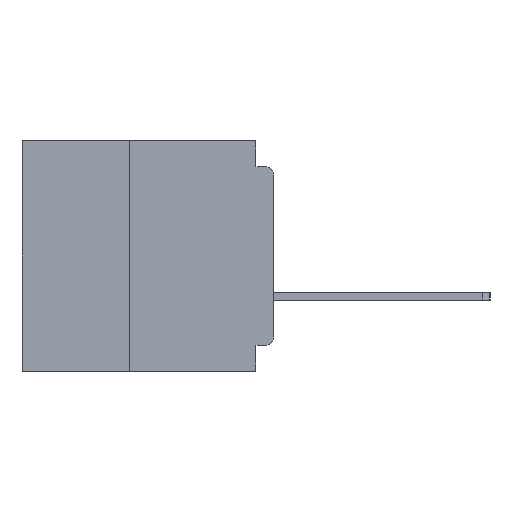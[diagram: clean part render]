
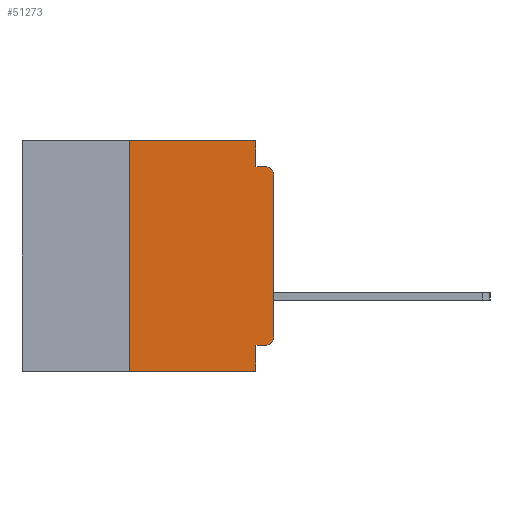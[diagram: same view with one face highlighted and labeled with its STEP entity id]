
A CAD part, left-side view. The second image highlights one B-rep face of the part: STEP entity #51273.
In plain terms, the highlighted planar face has unit normal (-1, 0, 0).
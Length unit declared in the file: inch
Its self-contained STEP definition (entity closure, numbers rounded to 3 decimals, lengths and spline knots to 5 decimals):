
#990 = VERTEX_POINT ( 'NONE', #53343 ) ;
#1129 = DIRECTION ( 'NONE',  ( -1., 0., 0. ) ) ;
#1527 = VERTEX_POINT ( 'NONE', #20414 ) ;
#2215 = EDGE_CURVE ( 'NONE', #1527, #21759, #20215, .T. ) ;
#3083 = CARTESIAN_POINT ( 'NONE',  ( 0., 0., -0.06 ) ) ;
#3173 = EDGE_CURVE ( 'NONE', #18092, #3841, #26713, .T. ) ;
#3343 = ORIENTED_EDGE ( 'NONE', *, *, #39006, .T. ) ;
#3522 = LINE ( 'NONE', #37078, #24441 ) ;
#3566 = VECTOR ( 'NONE', #25076, 39.37008 ) ;
#3841 = VERTEX_POINT ( 'NONE', #16397 ) ;
#4115 = CARTESIAN_POINT ( 'NONE',  ( 0., 0.015, -0.34 ) ) ;
#4234 = CARTESIAN_POINT ( 'NONE',  ( 0., 0.031, -0.4 ) ) ;
#4486 = VECTOR ( 'NONE', #48479, 39.37008 ) ;
#4815 = CARTESIAN_POINT ( 'NONE',  ( 0., 0.031, -0.355 ) ) ;
#5204 = DIRECTION ( 'NONE',  ( 0., -1., 0. ) ) ;
#5301 = DIRECTION ( 'NONE',  ( 1., 0., 0. ) ) ;
#5426 = CARTESIAN_POINT ( 'NONE',  ( 0., 0., -0.355 ) ) ;
#5578 = CARTESIAN_POINT ( 'NONE',  ( 0., 0.015, -0.045 ) ) ;
#8315 = DIRECTION ( 'NONE',  ( 0., 0., -1. ) ) ;
#8340 = AXIS2_PLACEMENT_3D ( 'NONE', #4115, #33208, #8315 ) ;
#8514 = CARTESIAN_POINT ( 'NONE',  ( 0., 0.015, -0.355 ) ) ;
#8729 = ORIENTED_EDGE ( 'NONE', *, *, #37045, .F. ) ;
#9099 = VECTOR ( 'NONE', #37665, 39.37008 ) ;
#9828 = CIRCLE ( 'NONE', #8340, 0.015 ) ;
#10838 = VECTOR ( 'NONE', #5204, 39.37008 ) ;
#11319 = AXIS2_PLACEMENT_3D ( 'NONE', #34202, #5301, #34384 ) ;
#12921 = LINE ( 'NONE', #48852, #24035 ) ;
#14286 = VECTOR ( 'NONE', #50346, 39.37008 ) ;
#15271 = EDGE_CURVE ( 'NONE', #33955, #31868, #9828, .T. ) ;
#16397 = CARTESIAN_POINT ( 'NONE',  ( 0., 0.031, -0.4 ) ) ;
#16520 = CIRCLE ( 'NONE', #22976, 0.015 ) ;
#17290 = LINE ( 'NONE', #4234, #3566 ) ;
#18032 = DIRECTION ( 'NONE',  ( 0., 1., 0. ) ) ;
#18092 = VERTEX_POINT ( 'NONE', #39949 ) ;
#18682 = ORIENTED_EDGE ( 'NONE', *, *, #42634, .F. ) ;
#19992 = ORIENTED_EDGE ( 'NONE', *, *, #3173, .T. ) ;
#20215 = LINE ( 'NONE', #50004, #9099 ) ;
#20414 = CARTESIAN_POINT ( 'NONE',  ( 0., 0.031, 0. ) ) ;
#20604 = EDGE_CURVE ( 'NONE', #21759, #43901, #21932, .T. ) ;
#21193 = CARTESIAN_POINT ( 'NONE',  ( 0., 0.031, -0.045 ) ) ;
#21494 = EDGE_LOOP ( 'NONE', ( #3343, #31801, #44908, #27386, #8729, #18682, #19992, #37732, #24523, #24486 ) ) ;
#21759 = VERTEX_POINT ( 'NONE', #21193 ) ;
#21932 = LINE ( 'NONE', #34277, #10838 ) ;
#22976 = AXIS2_PLACEMENT_3D ( 'NONE', #26164, #1129, #30283 ) ;
#23166 = VERTEX_POINT ( 'NONE', #3083 ) ;
#23180 = CARTESIAN_POINT ( 'NONE',  ( 0., 0., -0.34 ) ) ;
#24035 = VECTOR ( 'NONE', #32258, 39.37008 ) ;
#24441 = VECTOR ( 'NONE', #41212, 39.37008 ) ;
#24486 = ORIENTED_EDGE ( 'NONE', *, *, #15271, .T. ) ;
#24523 = ORIENTED_EDGE ( 'NONE', *, *, #29392, .F. ) ;
#25076 = DIRECTION ( 'NONE',  ( 0., 0., -1. ) ) ;
#25630 = CARTESIAN_POINT ( 'NONE',  ( 0., 0.25, -0.4 ) ) ;
#26164 = CARTESIAN_POINT ( 'NONE',  ( 0., 0.015, -0.06 ) ) ;
#26713 = LINE ( 'NONE', #27963, #4486 ) ;
#27386 = ORIENTED_EDGE ( 'NONE', *, *, #2215, .F. ) ;
#27963 = CARTESIAN_POINT ( 'NONE',  ( 0., 0.437, -0.4 ) ) ;
#28292 = VECTOR ( 'NONE', #18032, 39.37008 ) ;
#28635 = EDGE_CURVE ( 'NONE', #49268, #3841, #17290, .T. ) ;
#28785 = FACE_OUTER_BOUND ( 'NONE', #21494, .T. ) ;
#29392 = EDGE_CURVE ( 'NONE', #33955, #49268, #39188, .T. ) ;
#30283 = DIRECTION ( 'NONE',  ( 0., 0., -1. ) ) ;
#31801 = ORIENTED_EDGE ( 'NONE', *, *, #45522, .T. ) ;
#31868 = VERTEX_POINT ( 'NONE', #23180 ) ;
#32258 = DIRECTION ( 'NONE',  ( 0., -1., 0. ) ) ;
#33208 = DIRECTION ( 'NONE',  ( -1., 0., 0. ) ) ;
#33955 = VERTEX_POINT ( 'NONE', #8514 ) ;
#34202 = CARTESIAN_POINT ( 'NONE',  ( 0., 0.437, 0. ) ) ;
#34277 = CARTESIAN_POINT ( 'NONE',  ( 0., 0., -0.045 ) ) ;
#34384 = DIRECTION ( 'NONE',  ( 0., 0., -1. ) ) ;
#37045 = EDGE_CURVE ( 'NONE', #990, #1527, #12921, .T. ) ;
#37078 = CARTESIAN_POINT ( 'NONE',  ( 0., 0., 0. ) ) ;
#37665 = DIRECTION ( 'NONE',  ( 0., 0., -1. ) ) ;
#37732 = ORIENTED_EDGE ( 'NONE', *, *, #28635, .F. ) ;
#39006 = EDGE_CURVE ( 'NONE', #31868, #23166, #3522, .T. ) ;
#39188 = LINE ( 'NONE', #5426, #28292 ) ;
#39949 = CARTESIAN_POINT ( 'NONE',  ( 0., 0.25, -0.4 ) ) ;
#41212 = DIRECTION ( 'NONE',  ( 0., 0., 1. ) ) ;
#42634 = EDGE_CURVE ( 'NONE', #18092, #990, #45982, .T. ) ;
#43901 = VERTEX_POINT ( 'NONE', #5578 ) ;
#44908 = ORIENTED_EDGE ( 'NONE', *, *, #20604, .F. ) ;
#45522 = EDGE_CURVE ( 'NONE', #23166, #43901, #16520, .T. ) ;
#45982 = LINE ( 'NONE', #25630, #14286 ) ;
#48479 = DIRECTION ( 'NONE',  ( 0., -1., 0. ) ) ;
#48852 = CARTESIAN_POINT ( 'NONE',  ( 0., 0.437, 0. ) ) ;
#49268 = VERTEX_POINT ( 'NONE', #4815 ) ;
#50004 = CARTESIAN_POINT ( 'NONE',  ( 0., 0.031, 0. ) ) ;
#50346 = DIRECTION ( 'NONE',  ( 0., 0., 1. ) ) ;
#50845 = PLANE ( 'NONE',  #11319 ) ;
#51273 = ADVANCED_FACE ( 'NONE', ( #28785 ), #50845, .F. ) ;
#53343 = CARTESIAN_POINT ( 'NONE',  ( 0., 0.25, 0. ) ) ;
